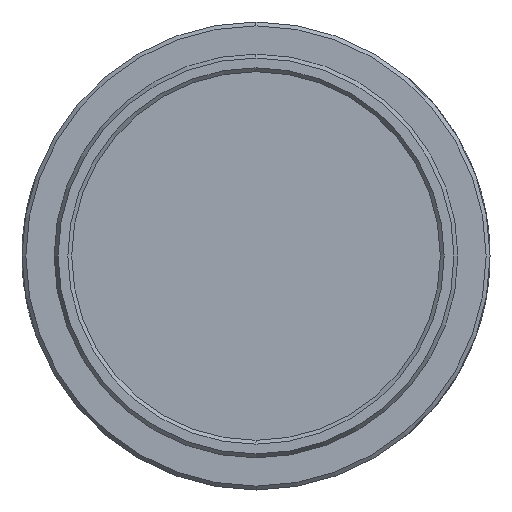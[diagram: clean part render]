
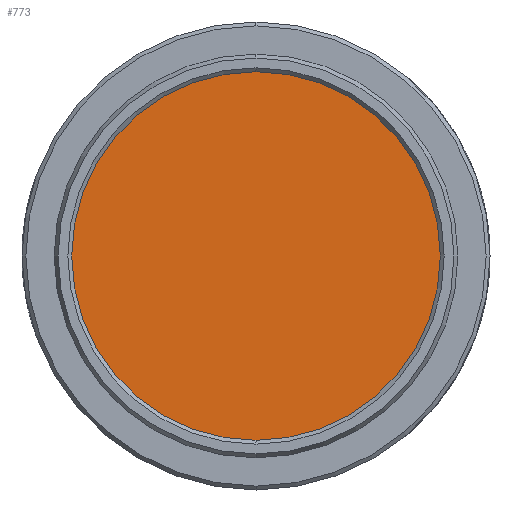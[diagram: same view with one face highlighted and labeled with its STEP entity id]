
A CAD part, left-side view. The second image highlights one B-rep face of the part: STEP entity #773.
In plain terms, the highlighted planar face has unit normal (-1, 0, 0).
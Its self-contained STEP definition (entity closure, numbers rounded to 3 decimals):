
#773 = ADVANCED_FACE ( 'NONE', ( #4198 ), #4889, .F. ) ;
#1125 = DIRECTION ( 'NONE',  ( 1., 0., 0. ) ) ;
#1199 = VERTEX_POINT ( 'NONE', #7313 ) ;
#1410 = DIRECTION ( 'NONE',  ( 0., 0., -1. ) ) ;
#1479 = CARTESIAN_POINT ( 'NONE',  ( -7.62, 0., 0. ) ) ;
#1821 = ORIENTED_EDGE ( 'NONE', *, *, #8409, .F. ) ;
#1869 = DIRECTION ( 'NONE',  ( 0., 0., -1. ) ) ;
#2140 = EDGE_CURVE ( 'NONE', #2801, #1199, #9850, .T. ) ;
#2555 = DIRECTION ( 'NONE',  ( 1., 0., 0. ) ) ;
#2801 = VERTEX_POINT ( 'NONE', #8048 ) ;
#2979 = AXIS2_PLACEMENT_3D ( 'NONE', #5591, #2555, #8855 ) ;
#3448 = CIRCLE ( 'NONE', #3778, 12.7 ) ;
#3778 = AXIS2_PLACEMENT_3D ( 'NONE', #1479, #8362, #1410 ) ;
#4198 = FACE_OUTER_BOUND ( 'NONE', #5817, .T. ) ;
#4889 = PLANE ( 'NONE',  #2979 ) ;
#5591 = CARTESIAN_POINT ( 'NONE',  ( -7.62, 0., 0. ) ) ;
#5817 = EDGE_LOOP ( 'NONE', ( #1821, #9062 ) ) ;
#6429 = CARTESIAN_POINT ( 'NONE',  ( -7.62, 0., 0. ) ) ;
#7313 = CARTESIAN_POINT ( 'NONE',  ( -7.62, 0., -12.7 ) ) ;
#8048 = CARTESIAN_POINT ( 'NONE',  ( -7.62, 0., 12.7 ) ) ;
#8362 = DIRECTION ( 'NONE',  ( 1., 0., 0. ) ) ;
#8409 = EDGE_CURVE ( 'NONE', #1199, #2801, #3448, .T. ) ;
#8855 = DIRECTION ( 'NONE',  ( 0., 0., -1. ) ) ;
#9062 = ORIENTED_EDGE ( 'NONE', *, *, #2140, .F. ) ;
#9696 = AXIS2_PLACEMENT_3D ( 'NONE', #6429, #1125, #1869 ) ;
#9850 = CIRCLE ( 'NONE', #9696, 12.7 ) ;
